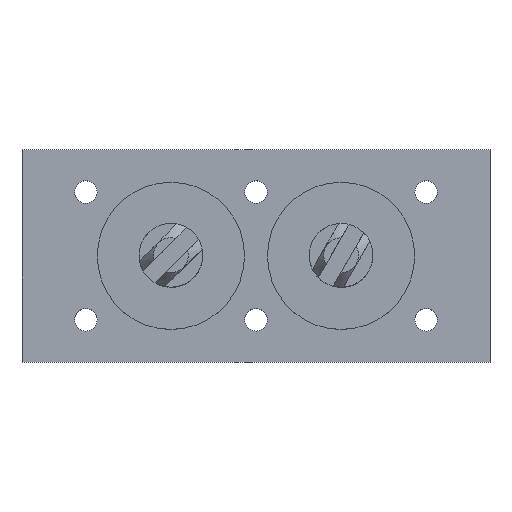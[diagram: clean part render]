
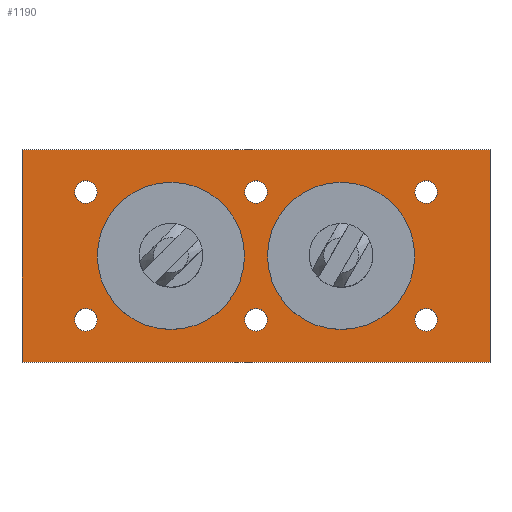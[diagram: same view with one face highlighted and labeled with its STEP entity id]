
A CAD part, top view. The second image highlights one B-rep face of the part: STEP entity #1190.
In plain terms, the highlighted planar face has unit normal (0, 0, 1).
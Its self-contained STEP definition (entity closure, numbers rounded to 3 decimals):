
#105=DIRECTION('',(0.,1.,0.));
#106=VECTOR('',#105,63.5);
#107=CARTESIAN_POINT('',(69.85,-31.75,25.4));
#108=LINE('',#107,#106);
#143=CARTESIAN_POINT('',(-50.8,19.05,25.4));
#144=DIRECTION('',(0.,0.,1.));
#145=DIRECTION('',(-1.,0.,0.));
#146=AXIS2_PLACEMENT_3D('',#143,#144,#145);
#148=CARTESIAN_POINT('',(-50.8,19.05,25.4));
#149=DIRECTION('',(0.,0.,1.));
#150=DIRECTION('',(1.,0.,0.));
#151=AXIS2_PLACEMENT_3D('',#148,#149,#150);
#153=CARTESIAN_POINT('',(-25.4,0.,25.4));
#154=DIRECTION('',(0.,0.,1.));
#155=DIRECTION('',(-1.,0.,0.));
#156=AXIS2_PLACEMENT_3D('',#153,#154,#155);
#158=CARTESIAN_POINT('',(-25.4,0.,25.4));
#159=DIRECTION('',(0.,0.,1.));
#160=DIRECTION('',(1.,0.,0.));
#161=AXIS2_PLACEMENT_3D('',#158,#159,#160);
#163=CARTESIAN_POINT('',(25.4,0.,25.4));
#164=DIRECTION('',(0.,0.,1.));
#165=DIRECTION('',(-1.,0.,0.));
#166=AXIS2_PLACEMENT_3D('',#163,#164,#165);
#168=CARTESIAN_POINT('',(25.4,0.,25.4));
#169=DIRECTION('',(0.,0.,1.));
#170=DIRECTION('',(1.,0.,0.));
#171=AXIS2_PLACEMENT_3D('',#168,#169,#170);
#173=CARTESIAN_POINT('',(0.,19.05,25.4));
#174=DIRECTION('',(0.,0.,1.));
#175=DIRECTION('',(-1.,0.,0.));
#176=AXIS2_PLACEMENT_3D('',#173,#174,#175);
#178=CARTESIAN_POINT('',(0.,19.05,25.4));
#179=DIRECTION('',(0.,0.,1.));
#180=DIRECTION('',(1.,0.,0.));
#181=AXIS2_PLACEMENT_3D('',#178,#179,#180);
#183=CARTESIAN_POINT('',(50.8,19.05,25.4));
#184=DIRECTION('',(0.,0.,1.));
#185=DIRECTION('',(-1.,0.,0.));
#186=AXIS2_PLACEMENT_3D('',#183,#184,#185);
#188=CARTESIAN_POINT('',(50.8,19.05,25.4));
#189=DIRECTION('',(0.,0.,1.));
#190=DIRECTION('',(1.,0.,0.));
#191=AXIS2_PLACEMENT_3D('',#188,#189,#190);
#193=CARTESIAN_POINT('',(-50.8,-19.05,25.4));
#194=DIRECTION('',(0.,0.,1.));
#195=DIRECTION('',(-1.,0.,0.));
#196=AXIS2_PLACEMENT_3D('',#193,#194,#195);
#198=CARTESIAN_POINT('',(-50.8,-19.05,25.4));
#199=DIRECTION('',(0.,0.,1.));
#200=DIRECTION('',(1.,0.,0.));
#201=AXIS2_PLACEMENT_3D('',#198,#199,#200);
#203=CARTESIAN_POINT('',(0.,-19.05,25.4));
#204=DIRECTION('',(0.,0.,1.));
#205=DIRECTION('',(-1.,0.,0.));
#206=AXIS2_PLACEMENT_3D('',#203,#204,#205);
#208=CARTESIAN_POINT('',(0.,-19.05,25.4));
#209=DIRECTION('',(0.,0.,1.));
#210=DIRECTION('',(1.,0.,0.));
#211=AXIS2_PLACEMENT_3D('',#208,#209,#210);
#213=CARTESIAN_POINT('',(50.8,-19.05,25.4));
#214=DIRECTION('',(0.,0.,1.));
#215=DIRECTION('',(-1.,0.,0.));
#216=AXIS2_PLACEMENT_3D('',#213,#214,#215);
#218=CARTESIAN_POINT('',(50.8,-19.05,25.4));
#219=DIRECTION('',(0.,0.,1.));
#220=DIRECTION('',(1.,0.,0.));
#221=AXIS2_PLACEMENT_3D('',#218,#219,#220);
#223=DIRECTION('',(0.,-1.,0.));
#224=VECTOR('',#223,63.5);
#225=CARTESIAN_POINT('',(-69.85,31.75,25.4));
#226=LINE('',#225,#224);
#261=DIRECTION('',(1.,0.,0.));
#262=VECTOR('',#261,139.7);
#263=CARTESIAN_POINT('',(-69.85,-31.75,25.4));
#264=LINE('',#263,#262);
#365=DIRECTION('',(-1.,0.,0.));
#366=VECTOR('',#365,139.7);
#367=CARTESIAN_POINT('',(69.85,31.75,25.4));
#368=LINE('',#367,#366);
#824=CARTESIAN_POINT('',(47.358,0.,25.4));
#825=CARTESIAN_POINT('',(3.442,0.,25.4));
#826=VERTEX_POINT('',#824);
#827=VERTEX_POINT('',#825);
#828=CARTESIAN_POINT('',(-69.85,31.75,25.4));
#829=CARTESIAN_POINT('',(-69.85,-31.75,25.4));
#830=VERTEX_POINT('',#828);
#831=VERTEX_POINT('',#829);
#832=CARTESIAN_POINT('',(69.85,31.75,25.4));
#833=VERTEX_POINT('',#832);
#834=CARTESIAN_POINT('',(69.85,-31.75,25.4));
#835=VERTEX_POINT('',#834);
#836=CARTESIAN_POINT('',(-54.178,19.05,25.4));
#837=CARTESIAN_POINT('',(-47.422,19.05,25.4));
#838=VERTEX_POINT('',#836);
#839=VERTEX_POINT('',#837);
#840=CARTESIAN_POINT('',(-47.358,0.,25.4));
#841=CARTESIAN_POINT('',(-3.442,0.,25.4));
#842=VERTEX_POINT('',#840);
#843=VERTEX_POINT('',#841);
#844=CARTESIAN_POINT('',(-3.378,19.05,25.4));
#845=CARTESIAN_POINT('',(3.378,19.05,25.4));
#846=VERTEX_POINT('',#844);
#847=VERTEX_POINT('',#845);
#848=CARTESIAN_POINT('',(47.422,19.05,25.4));
#849=CARTESIAN_POINT('',(54.178,19.05,25.4));
#850=VERTEX_POINT('',#848);
#851=VERTEX_POINT('',#849);
#852=CARTESIAN_POINT('',(-54.178,-19.05,25.4));
#853=CARTESIAN_POINT('',(-47.422,-19.05,25.4));
#854=VERTEX_POINT('',#852);
#855=VERTEX_POINT('',#853);
#856=CARTESIAN_POINT('',(-3.378,-19.05,25.4));
#857=CARTESIAN_POINT('',(3.378,-19.05,25.4));
#858=VERTEX_POINT('',#856);
#859=VERTEX_POINT('',#857);
#860=CARTESIAN_POINT('',(47.422,-19.05,25.4));
#861=CARTESIAN_POINT('',(54.178,-19.05,25.4));
#862=VERTEX_POINT('',#860);
#863=VERTEX_POINT('',#861);
#1128=CARTESIAN_POINT('',(0.,0.,25.4));
#1129=DIRECTION('',(0.,0.,1.));
#1130=DIRECTION('',(1.,0.,0.));
#1131=AXIS2_PLACEMENT_3D('',#1128,#1129,#1130);
#1132=PLANE('',#1131);
#1134=ORIENTED_EDGE('',*,*,#1133,.F.);
#1136=ORIENTED_EDGE('',*,*,#1135,.F.);
#1137=ORIENTED_EDGE('',*,*,#1100,.F.);
#1139=ORIENTED_EDGE('',*,*,#1138,.F.);
#1140=EDGE_LOOP('',(#1134,#1136,#1137,#1139));
#1141=FACE_OUTER_BOUND('',#1140,.F.);
#1143=ORIENTED_EDGE('',*,*,#1142,.T.);
#1145=ORIENTED_EDGE('',*,*,#1144,.T.);
#1146=EDGE_LOOP('',(#1143,#1145));
#1147=FACE_BOUND('',#1146,.F.);
#1149=ORIENTED_EDGE('',*,*,#1148,.T.);
#1151=ORIENTED_EDGE('',*,*,#1150,.T.);
#1152=EDGE_LOOP('',(#1149,#1151));
#1153=FACE_BOUND('',#1152,.F.);
#1155=ORIENTED_EDGE('',*,*,#1154,.T.);
#1157=ORIENTED_EDGE('',*,*,#1156,.T.);
#1158=EDGE_LOOP('',(#1155,#1157));
#1159=FACE_BOUND('',#1158,.F.);
#1161=ORIENTED_EDGE('',*,*,#1160,.T.);
#1163=ORIENTED_EDGE('',*,*,#1162,.T.);
#1164=EDGE_LOOP('',(#1161,#1163));
#1165=FACE_BOUND('',#1164,.F.);
#1167=ORIENTED_EDGE('',*,*,#1166,.T.);
#1169=ORIENTED_EDGE('',*,*,#1168,.T.);
#1170=EDGE_LOOP('',(#1167,#1169));
#1171=FACE_BOUND('',#1170,.F.);
#1173=ORIENTED_EDGE('',*,*,#1172,.T.);
#1175=ORIENTED_EDGE('',*,*,#1174,.T.);
#1176=EDGE_LOOP('',(#1173,#1175));
#1177=FACE_BOUND('',#1176,.F.);
#1179=ORIENTED_EDGE('',*,*,#1178,.T.);
#1181=ORIENTED_EDGE('',*,*,#1180,.T.);
#1182=EDGE_LOOP('',(#1179,#1181));
#1183=FACE_BOUND('',#1182,.F.);
#1185=ORIENTED_EDGE('',*,*,#1184,.T.);
#1187=ORIENTED_EDGE('',*,*,#1186,.T.);
#1188=EDGE_LOOP('',(#1185,#1187));
#1189=FACE_BOUND('',#1188,.F.);
#1190=ADVANCED_FACE('',(#1141,#1147,#1153,#1159,#1165,#1171,#1177,#1183,#1189),
#1132,.T.);
#147=CIRCLE('',#146,3.378);
#152=CIRCLE('',#151,3.378);
#157=CIRCLE('',#156,21.958);
#162=CIRCLE('',#161,21.958);
#167=CIRCLE('',#166,21.958);
#172=CIRCLE('',#171,21.958);
#177=CIRCLE('',#176,3.378);
#182=CIRCLE('',#181,3.378);
#187=CIRCLE('',#186,3.378);
#192=CIRCLE('',#191,3.378);
#197=CIRCLE('',#196,3.378);
#202=CIRCLE('',#201,3.378);
#207=CIRCLE('',#206,3.378);
#212=CIRCLE('',#211,3.378);
#217=CIRCLE('',#216,3.378);
#222=CIRCLE('',#221,3.378);
#1100=EDGE_CURVE('',#835,#833,#108,.T.);
#1133=EDGE_CURVE('',#830,#831,#226,.T.);
#1135=EDGE_CURVE('',#833,#830,#368,.T.);
#1138=EDGE_CURVE('',#831,#835,#264,.T.);
#1142=EDGE_CURVE('',#838,#839,#147,.T.);
#1144=EDGE_CURVE('',#839,#838,#152,.T.);
#1148=EDGE_CURVE('',#842,#843,#157,.T.);
#1150=EDGE_CURVE('',#843,#842,#162,.T.);
#1154=EDGE_CURVE('',#827,#826,#167,.T.);
#1156=EDGE_CURVE('',#826,#827,#172,.T.);
#1160=EDGE_CURVE('',#846,#847,#177,.T.);
#1162=EDGE_CURVE('',#847,#846,#182,.T.);
#1166=EDGE_CURVE('',#850,#851,#187,.T.);
#1168=EDGE_CURVE('',#851,#850,#192,.T.);
#1172=EDGE_CURVE('',#854,#855,#197,.T.);
#1174=EDGE_CURVE('',#855,#854,#202,.T.);
#1178=EDGE_CURVE('',#858,#859,#207,.T.);
#1180=EDGE_CURVE('',#859,#858,#212,.T.);
#1184=EDGE_CURVE('',#862,#863,#217,.T.);
#1186=EDGE_CURVE('',#863,#862,#222,.T.);
